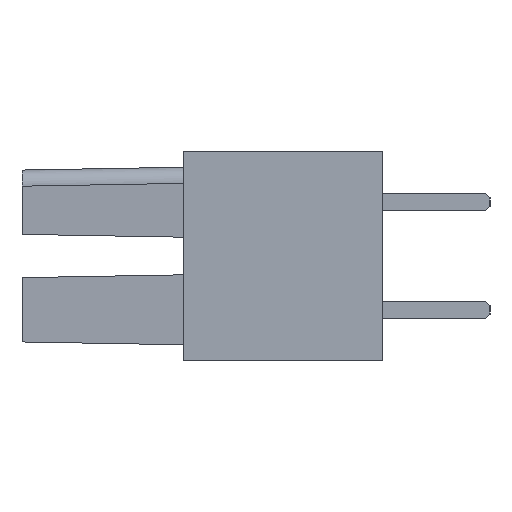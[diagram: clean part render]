
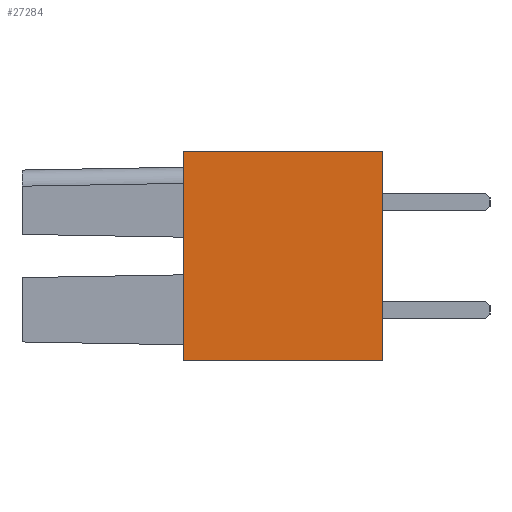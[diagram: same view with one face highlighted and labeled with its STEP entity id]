
A CAD part, left-side view. The second image highlights one B-rep face of the part: STEP entity #27284.
In plain terms, the highlighted planar face has unit normal (-1, 0, 0).
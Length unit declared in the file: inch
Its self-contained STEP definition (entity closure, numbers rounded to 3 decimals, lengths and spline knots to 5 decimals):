
#664 = ORIENTED_EDGE ( 'NONE', *, *, #28568, .T. ) ;
#927 = FACE_OUTER_BOUND ( 'NONE', #11134, .T. ) ;
#2291 = VERTEX_POINT ( 'NONE', #7768 ) ;
#2546 = DIRECTION ( 'NONE',  ( 0., 0., 1. ) ) ;
#4782 = CARTESIAN_POINT ( 'NONE',  ( -0.0575, 0.185, -0.0975 ) ) ;
#5075 = ORIENTED_EDGE ( 'NONE', *, *, #21574, .T. ) ;
#5218 = VECTOR ( 'NONE', #13863, 39.37008 ) ;
#5544 = VECTOR ( 'NONE', #2546, 39.37008 ) ;
#7028 = VERTEX_POINT ( 'NONE', #14660 ) ;
#7768 = CARTESIAN_POINT ( 'NONE',  ( -0.0575, 0., -0.0975 ) ) ;
#8031 = ORIENTED_EDGE ( 'NONE', *, *, #28265, .T. ) ;
#8296 = LINE ( 'NONE', #13604, #5544 ) ;
#9515 = VERTEX_POINT ( 'NONE', #4782 ) ;
#11134 = EDGE_LOOP ( 'NONE', ( #5075, #11755, #664, #8031 ) ) ;
#11144 = LINE ( 'NONE', #23189, #5218 ) ;
#11755 = ORIENTED_EDGE ( 'NONE', *, *, #11889, .T. ) ;
#11866 = LINE ( 'NONE', #27257, #18559 ) ;
#11889 = EDGE_CURVE ( 'NONE', #2291, #7028, #8296, .T. ) ;
#13188 = CARTESIAN_POINT ( 'NONE',  ( -0.0575, 0.185, 0.0975 ) ) ;
#13604 = CARTESIAN_POINT ( 'NONE',  ( -0.0575, 0., -0.0975 ) ) ;
#13839 = AXIS2_PLACEMENT_3D ( 'NONE', #23807, #25233, #25981 ) ;
#13863 = DIRECTION ( 'NONE',  ( 0., 1., 0. ) ) ;
#14660 = CARTESIAN_POINT ( 'NONE',  ( -0.0575, 0., 0.0975 ) ) ;
#16731 = VECTOR ( 'NONE', #17147, 39.37008 ) ;
#17147 = DIRECTION ( 'NONE',  ( 0., -1., 0. ) ) ;
#17342 = CARTESIAN_POINT ( 'NONE',  ( -0.0575, 0.185, -0.0975 ) ) ;
#18559 = VECTOR ( 'NONE', #27279, 39.37008 ) ;
#18758 = VERTEX_POINT ( 'NONE', #13188 ) ;
#21574 = EDGE_CURVE ( 'NONE', #9515, #2291, #22831, .T. ) ;
#22831 = LINE ( 'NONE', #17342, #16731 ) ;
#23189 = CARTESIAN_POINT ( 'NONE',  ( -0.0575, 0., 0.0975 ) ) ;
#23807 = CARTESIAN_POINT ( 'NONE',  ( -0.0575, 0., -0.0975 ) ) ;
#25233 = DIRECTION ( 'NONE',  ( -1., 0., 0. ) ) ;
#25605 = PLANE ( 'NONE',  #13839 ) ;
#25981 = DIRECTION ( 'NONE',  ( 0., 0., 1. ) ) ;
#27257 = CARTESIAN_POINT ( 'NONE',  ( -0.0575, 0.185, 0.0975 ) ) ;
#27279 = DIRECTION ( 'NONE',  ( 0., 0., -1. ) ) ;
#27284 = ADVANCED_FACE ( 'NONE', ( #927 ), #25605, .T. ) ;
#28265 = EDGE_CURVE ( 'NONE', #18758, #9515, #11866, .T. ) ;
#28568 = EDGE_CURVE ( 'NONE', #7028, #18758, #11144, .T. ) ;
